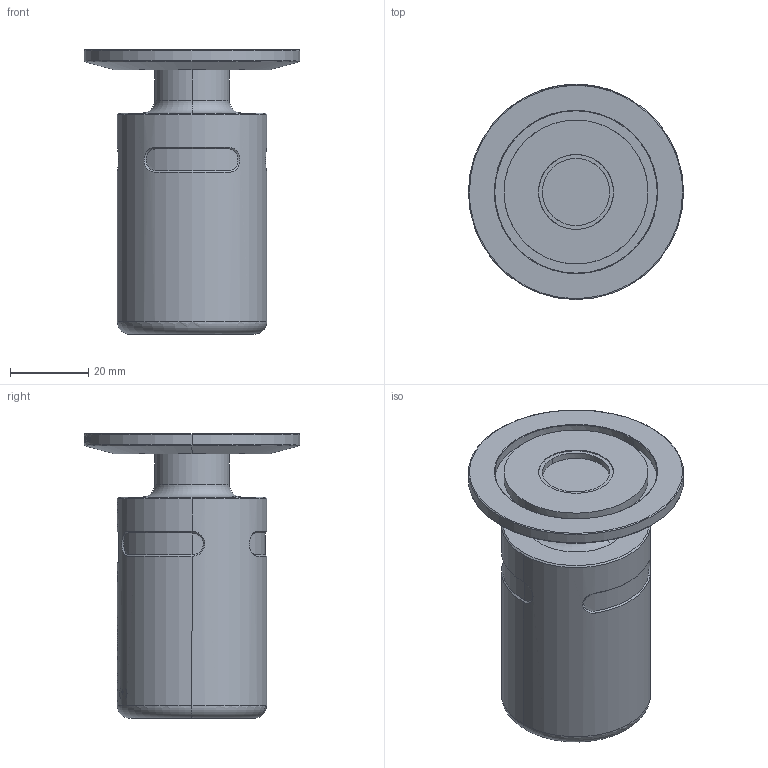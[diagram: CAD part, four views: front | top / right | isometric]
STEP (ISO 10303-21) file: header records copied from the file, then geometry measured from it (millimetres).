
FILE_DESCRIPTION (( 'STEP AP203' ), '1' );
FILE_NAME ('113160.stp', '2016-08-17T15:20:03', ( '' ), ( '' ), 'SwSTEP 2.0', 'SolidWorks 2012', '' );
FILE_SCHEMA (( 'CONFIG_CONTROL_DESIGN' ));
Length unit declared in the file: inch
Products named in the file (1): 113160
Bounding box: 54.86 x 54.86 x 72.52 mm (x, y, z)
Volume: 76955.6 mm3; surface area: 15153.7 mm2
Topology: 1 solids, 1 shells, 731 faces, 1959 edges, 1298 vertices
Faces by surface type: bspline 350, plane 282, cylinder 72, cone 13, torus 13, sphere 1
Entity records: 50931 total; most frequent: CARTESIAN_POINT 35327, ORIENTED_EDGE 3914, DIRECTION 1983, EDGE_CURVE 1957, VERTEX_POINT 1298, B_SPLINE_CURVE_WITH_KNOTS 905, EDGE_LOOP 801, LINE 801
